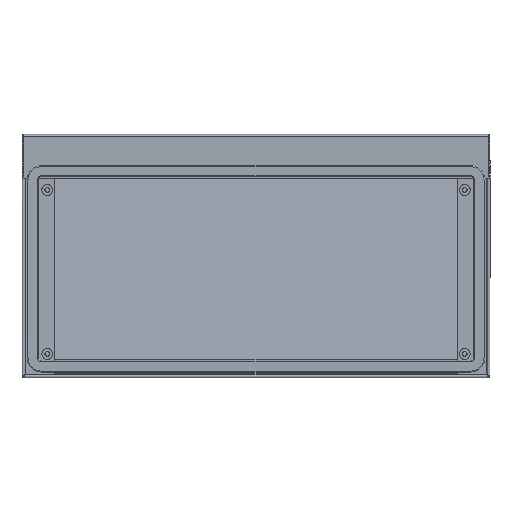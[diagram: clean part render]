
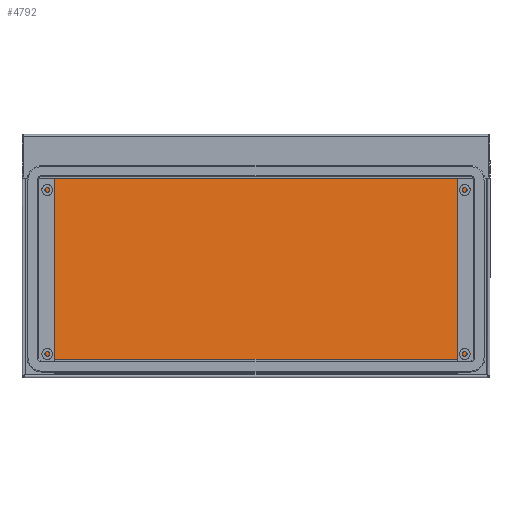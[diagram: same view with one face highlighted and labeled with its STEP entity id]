
A CAD part, front view. The second image highlights one B-rep face of the part: STEP entity #4792.
In plain terms, the highlighted planar face has unit normal (0, -0.996, 0.087).
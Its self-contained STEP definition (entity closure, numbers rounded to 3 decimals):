
#4 = DIRECTION ( 'NONE',  ( 0., 0.087, 0.996 ) ) ;
#769 = VECTOR ( 'NONE', #6007, 1000. ) ;
#838 = CARTESIAN_POINT ( 'NONE',  ( -253., 31.164, -116.087 ) ) ;
#853 = ORIENTED_EDGE ( 'NONE', *, *, #1615, .F. ) ;
#1272 = VERTEX_POINT ( 'NONE', #838 ) ;
#1358 = VERTEX_POINT ( 'NONE', #4313 ) ;
#1454 = CARTESIAN_POINT ( 'NONE',  ( -253., 31.004, -117.913 ) ) ;
#1615 = EDGE_CURVE ( 'NONE', #2407, #1272, #2629, .T. ) ;
#2030 = CARTESIAN_POINT ( 'NONE',  ( 253., 31.004, -117.913 ) ) ;
#2063 = CARTESIAN_POINT ( 'NONE',  ( 253., 52.634, 129.32 ) ) ;
#2147 = CARTESIAN_POINT ( 'NONE',  ( 253., 31.164, -116.087 ) ) ;
#2407 = VERTEX_POINT ( 'NONE', #5813 ) ;
#2448 = ORIENTED_EDGE ( 'NONE', *, *, #3327, .T. ) ;
#2484 = LINE ( 'NONE', #1454, #3342 ) ;
#2496 = EDGE_CURVE ( 'NONE', #1272, #2590, #2484, .T. ) ;
#2520 = FACE_OUTER_BOUND ( 'NONE', #2971, .T. ) ;
#2590 = VERTEX_POINT ( 'NONE', #6052 ) ;
#2629 = LINE ( 'NONE', #2147, #4450 ) ;
#2971 = EDGE_LOOP ( 'NONE', ( #2448, #6313, #853, #5112 ) ) ;
#3222 = LINE ( 'NONE', #5229, #3360 ) ;
#3327 = EDGE_CURVE ( 'NONE', #1358, #2590, #3559, .T. ) ;
#3342 = VECTOR ( 'NONE', #4, 1000. ) ;
#3360 = VECTOR ( 'NONE', #5265, 1000. ) ;
#3381 = AXIS2_PLACEMENT_3D ( 'NONE', #2030, #6028, #4723 ) ;
#3559 = LINE ( 'NONE', #2063, #769 ) ;
#3805 = EDGE_CURVE ( 'NONE', #2407, #1358, #3222, .T. ) ;
#4147 = DIRECTION ( 'NONE',  ( -1., 0., 0. ) ) ;
#4313 = CARTESIAN_POINT ( 'NONE',  ( 253., 52.634, 129.32 ) ) ;
#4450 = VECTOR ( 'NONE', #4147, 1000. ) ;
#4509 = PLANE ( 'NONE',  #3381 ) ;
#4723 = DIRECTION ( 'NONE',  ( 0., -0.087, -0.996 ) ) ;
#4792 = ADVANCED_FACE ( 'NONE', ( #2520 ), #4509, .T. ) ;
#5112 = ORIENTED_EDGE ( 'NONE', *, *, #3805, .T. ) ;
#5229 = CARTESIAN_POINT ( 'NONE',  ( 253., 31.004, -117.913 ) ) ;
#5265 = DIRECTION ( 'NONE',  ( 0., 0.087, 0.996 ) ) ;
#5813 = CARTESIAN_POINT ( 'NONE',  ( 253., 31.164, -116.087 ) ) ;
#6007 = DIRECTION ( 'NONE',  ( -1., 0., 0. ) ) ;
#6028 = DIRECTION ( 'NONE',  ( 0., -0.996, 0.087 ) ) ;
#6052 = CARTESIAN_POINT ( 'NONE',  ( -253., 52.634, 129.32 ) ) ;
#6313 = ORIENTED_EDGE ( 'NONE', *, *, #2496, .F. ) ;
